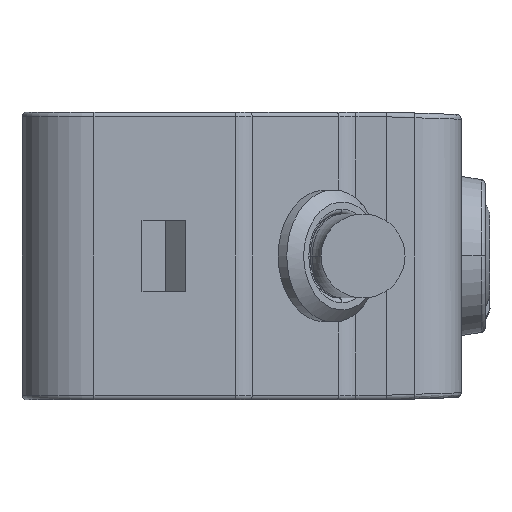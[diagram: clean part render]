
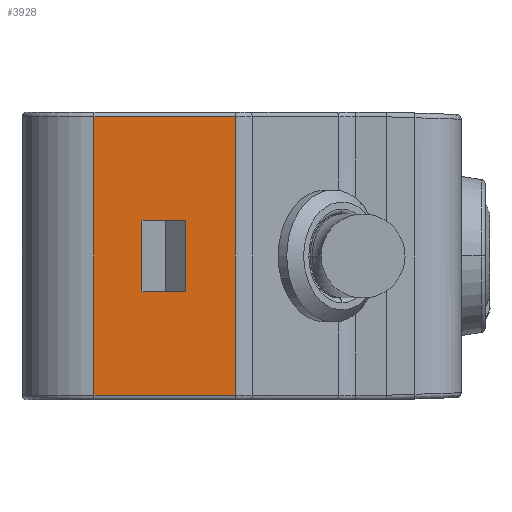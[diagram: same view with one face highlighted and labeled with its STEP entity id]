
A CAD part, front view. The second image highlights one B-rep face of the part: STEP entity #3928.
In plain terms, the highlighted face is planar.
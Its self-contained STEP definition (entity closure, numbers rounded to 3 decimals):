
#1311=DIRECTION('',(0.,1.,0.));
#1312=VECTOR('',#1311,5.886);
#1313=CARTESIAN_POINT('',(-15.7,-8.886,5.8));
#1314=LINE('',#1313,#1312);
#1315=DIRECTION('',(0.,0.,1.));
#1316=VECTOR('',#1315,11.6);
#1317=CARTESIAN_POINT('',(-15.7,-8.886,-5.8));
#1318=LINE('',#1317,#1316);
#1319=DIRECTION('',(0.,1.,0.));
#1320=VECTOR('',#1319,5.886);
#1321=CARTESIAN_POINT('',(-15.7,-8.886,-5.8));
#1322=LINE('',#1321,#1320);
#1323=DIRECTION('',(0.,0.,1.));
#1324=VECTOR('',#1323,11.6);
#1325=CARTESIAN_POINT('',(-15.7,-3.,-5.8));
#1326=LINE('',#1325,#1324);
#1327=DIRECTION('',(0.,0.,-1.));
#1328=VECTOR('',#1327,3.);
#1329=CARTESIAN_POINT('',(-15.7,-6.8,1.5));
#1330=LINE('',#1329,#1328);
#1331=DIRECTION('',(0.,0.,-1.));
#1332=VECTOR('',#1331,3.);
#1333=CARTESIAN_POINT('',(-15.7,-5.,1.5));
#1334=LINE('',#1333,#1332);
#1539=DIRECTION('',(0.,1.,0.));
#1540=VECTOR('',#1539,1.8);
#1541=CARTESIAN_POINT('',(-15.7,-6.8,-1.5));
#1542=LINE('',#1541,#1540);
#1551=DIRECTION('',(0.,-1.,0.));
#1552=VECTOR('',#1551,1.8);
#1553=CARTESIAN_POINT('',(-15.7,-5.,1.5));
#1554=LINE('',#1553,#1552);
#1755=CARTESIAN_POINT('',(-15.7,-3.,5.8));
#1756=VERTEX_POINT('',#1755);
#1759=CARTESIAN_POINT('',(-15.7,-8.886,5.8));
#1760=VERTEX_POINT('',#1759);
#1797=CARTESIAN_POINT('',(-15.7,-3.,-5.8));
#1798=VERTEX_POINT('',#1797);
#1801=CARTESIAN_POINT('',(-15.7,-8.886,-5.8));
#1802=VERTEX_POINT('',#1801);
#1861=CARTESIAN_POINT('',(-15.7,-5.,1.5));
#1862=CARTESIAN_POINT('',(-15.7,-5.,-1.5));
#1863=VERTEX_POINT('',#1861);
#1864=VERTEX_POINT('',#1862);
#1869=CARTESIAN_POINT('',(-15.7,-6.8,1.5));
#1870=CARTESIAN_POINT('',(-15.7,-6.8,-1.5));
#1871=VERTEX_POINT('',#1869);
#1872=VERTEX_POINT('',#1870);
#3906=CARTESIAN_POINT('',(-15.7,0.,-6.));
#3907=DIRECTION('',(-1.,0.,0.));
#3908=DIRECTION('',(0.,0.,1.));
#3909=AXIS2_PLACEMENT_3D('',#3906,#3907,#3908);
#3910=PLANE('',#3909);
#3911=ORIENTED_EDGE('',*,*,#3897,.F.);
#3913=ORIENTED_EDGE('',*,*,#3912,.F.);
#3914=ORIENTED_EDGE('',*,*,#3833,.T.);
#3915=ORIENTED_EDGE('',*,*,#3872,.T.);
#3916=EDGE_LOOP('',(#3911,#3913,#3914,#3915));
#3917=FACE_OUTER_BOUND('',#3916,.F.);
#3919=ORIENTED_EDGE('',*,*,#3918,.F.);
#3921=ORIENTED_EDGE('',*,*,#3920,.F.);
#3923=ORIENTED_EDGE('',*,*,#3922,.T.);
#3925=ORIENTED_EDGE('',*,*,#3924,.F.);
#3926=EDGE_LOOP('',(#3919,#3921,#3923,#3925));
#3927=FACE_BOUND('',#3926,.F.);
#3833=EDGE_CURVE('',#1802,#1798,#1322,.T.);
#3872=EDGE_CURVE('',#1798,#1756,#1326,.T.);
#3897=EDGE_CURVE('',#1760,#1756,#1314,.T.);
#3912=EDGE_CURVE('',#1802,#1760,#1318,.T.);
#3918=EDGE_CURVE('',#1871,#1872,#1330,.T.);
#3920=EDGE_CURVE('',#1863,#1871,#1554,.T.);
#3922=EDGE_CURVE('',#1863,#1864,#1334,.T.);
#3924=EDGE_CURVE('',#1872,#1864,#1542,.T.);
#3928=ADVANCED_FACE('',(#3917,#3927),#3910,.T.);
